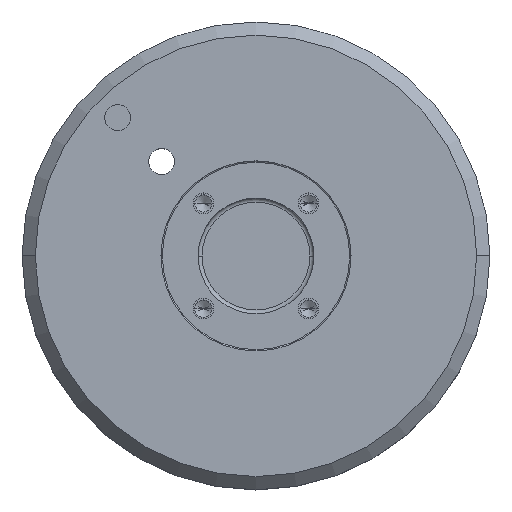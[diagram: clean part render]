
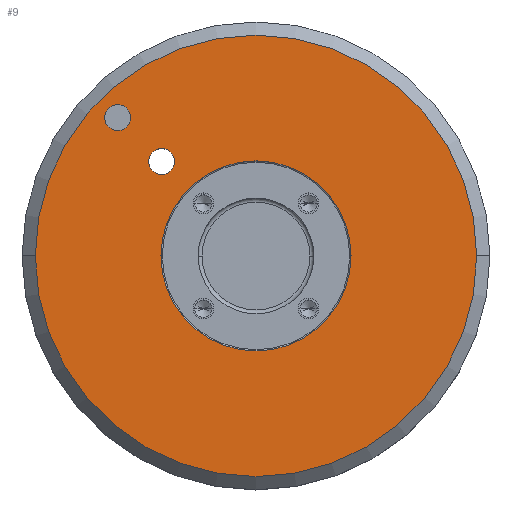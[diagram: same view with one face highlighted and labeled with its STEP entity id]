
A CAD part, top view. The second image highlights one B-rep face of the part: STEP entity #9.
In plain terms, the highlighted planar face has unit normal (0, 0, 1).
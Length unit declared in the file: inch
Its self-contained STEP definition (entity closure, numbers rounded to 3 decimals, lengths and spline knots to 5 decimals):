
#2 = CARTESIAN_POINT ( 'NONE',  ( 0., 0., 0.827 ) ) ;
#9 = ADVANCED_FACE ( 'NONE', ( #358, #1736, #1377, #692 ), #762, .F. ) ;
#15 = DIRECTION ( 'NONE',  ( 0., 0., 1. ) ) ;
#23 = ORIENTED_EDGE ( 'NONE', *, *, #429, .F. ) ;
#50 = CIRCLE ( 'NONE', #1200, 0.09843 ) ;
#102 = EDGE_CURVE ( 'NONE', #1731, #749, #1496, .T. ) ;
#117 = DIRECTION ( 'NONE',  ( 1., 0., 0. ) ) ;
#134 = AXIS2_PLACEMENT_3D ( 'NONE', #1444, #1568, #370 ) ;
#136 = DIRECTION ( 'NONE',  ( -1., 0., 0. ) ) ;
#148 = EDGE_CURVE ( 'NONE', #542, #572, #1457, .T. ) ;
#173 = CARTESIAN_POINT ( 'NONE',  ( -0.71418, 0.71418, 0.827 ) ) ;
#174 = EDGE_CURVE ( 'NONE', #1364, #354, #1415, .T. ) ;
#186 = DIRECTION ( 'NONE',  ( -1., 0., 0. ) ) ;
#188 = CARTESIAN_POINT ( 'NONE',  ( -1.14494, 1.04652, 0.827 ) ) ;
#207 = CIRCLE ( 'NONE', #807, 0.09843 ) ;
#317 = ORIENTED_EDGE ( 'NONE', *, *, #148, .T. ) ;
#341 = CARTESIAN_POINT ( 'NONE',  ( -1.04652, 1.04652, 0.827 ) ) ;
#354 = VERTEX_POINT ( 'NONE', #1140 ) ;
#358 = FACE_BOUND ( 'NONE', #1596, .T. ) ;
#370 = DIRECTION ( 'NONE',  ( 1., 0., 0. ) ) ;
#376 = DIRECTION ( 'NONE',  ( 1., 0., 0. ) ) ;
#392 = ORIENTED_EDGE ( 'NONE', *, *, #174, .F. ) ;
#417 = AXIS2_PLACEMENT_3D ( 'NONE', #1396, #1698, #186 ) ;
#420 = ORIENTED_EDGE ( 'NONE', *, *, #968, .F. ) ;
#429 = EDGE_CURVE ( 'NONE', #354, #1364, #722, .T. ) ;
#465 = CARTESIAN_POINT ( 'NONE',  ( -0.71418, 0.71418, 0.827 ) ) ;
#518 = CARTESIAN_POINT ( 'NONE',  ( -1.67, 0., 0.827 ) ) ;
#542 = VERTEX_POINT ( 'NONE', #1728 ) ;
#558 = AXIS2_PLACEMENT_3D ( 'NONE', #635, #1574, #376 ) ;
#572 = VERTEX_POINT ( 'NONE', #518 ) ;
#592 = DIRECTION ( 'NONE',  ( 1., 0., 0. ) ) ;
#596 = AXIS2_PLACEMENT_3D ( 'NONE', #465, #1401, #592 ) ;
#616 = DIRECTION ( 'NONE',  ( -1., 0., 0. ) ) ;
#630 = ORIENTED_EDGE ( 'NONE', *, *, #1546, .T. ) ;
#635 = CARTESIAN_POINT ( 'NONE',  ( 0., 0., 0.827 ) ) ;
#642 = EDGE_CURVE ( 'NONE', #1186, #1350, #207, .T. ) ;
#676 = ORIENTED_EDGE ( 'NONE', *, *, #737, .F. ) ;
#677 = DIRECTION ( 'NONE',  ( 1., 0., 0. ) ) ;
#682 = AXIS2_PLACEMENT_3D ( 'NONE', #1659, #15, #1500 ) ;
#692 = FACE_BOUND ( 'NONE', #1344, .T. ) ;
#722 = CIRCLE ( 'NONE', #558, 0.719 ) ;
#737 = EDGE_CURVE ( 'NONE', #1350, #1186, #1073, .T. ) ;
#749 = VERTEX_POINT ( 'NONE', #188 ) ;
#762 = PLANE ( 'NONE',  #1256 ) ;
#791 = AXIS2_PLACEMENT_3D ( 'NONE', #2, #947, #136 ) ;
#807 = AXIS2_PLACEMENT_3D ( 'NONE', #173, #1652, #117 ) ;
#947 = DIRECTION ( 'NONE',  ( 0., 0., 1. ) ) ;
#968 = EDGE_CURVE ( 'NONE', #749, #1731, #50, .T. ) ;
#999 = EDGE_LOOP ( 'NONE', ( #630, #317 ) ) ;
#1028 = CARTESIAN_POINT ( 'NONE',  ( -1.77, 0., 0.827 ) ) ;
#1073 = CIRCLE ( 'NONE', #596, 0.09843 ) ;
#1125 = CARTESIAN_POINT ( 'NONE',  ( -0.8126, 0.71418, 0.827 ) ) ;
#1140 = CARTESIAN_POINT ( 'NONE',  ( 0.719, 0., 0.827 ) ) ;
#1186 = VERTEX_POINT ( 'NONE', #1125 ) ;
#1200 = AXIS2_PLACEMENT_3D ( 'NONE', #341, #1481, #677 ) ;
#1256 = AXIS2_PLACEMENT_3D ( 'NONE', #1028, #1427, #616 ) ;
#1266 = CARTESIAN_POINT ( 'NONE',  ( -0.719, 0., 0.827 ) ) ;
#1298 = CARTESIAN_POINT ( 'NONE',  ( -0.61575, 0.71418, 0.827 ) ) ;
#1344 = EDGE_LOOP ( 'NONE', ( #23, #392 ) ) ;
#1350 = VERTEX_POINT ( 'NONE', #1298 ) ;
#1364 = VERTEX_POINT ( 'NONE', #1266 ) ;
#1377 = FACE_OUTER_BOUND ( 'NONE', #999, .T. ) ;
#1387 = CIRCLE ( 'NONE', #791, 1.67 ) ;
#1396 = CARTESIAN_POINT ( 'NONE',  ( 0., 0., 0.827 ) ) ;
#1401 = DIRECTION ( 'NONE',  ( 0., 0., 1. ) ) ;
#1415 = CIRCLE ( 'NONE', #682, 0.719 ) ;
#1427 = DIRECTION ( 'NONE',  ( 0., 0., -1. ) ) ;
#1444 = CARTESIAN_POINT ( 'NONE',  ( -1.04652, 1.04652, 0.827 ) ) ;
#1457 = CIRCLE ( 'NONE', #417, 1.67 ) ;
#1474 = ORIENTED_EDGE ( 'NONE', *, *, #102, .F. ) ;
#1481 = DIRECTION ( 'NONE',  ( 0., 0., 1. ) ) ;
#1496 = CIRCLE ( 'NONE', #134, 0.09843 ) ;
#1500 = DIRECTION ( 'NONE',  ( 1., 0., 0. ) ) ;
#1521 = ORIENTED_EDGE ( 'NONE', *, *, #642, .F. ) ;
#1546 = EDGE_CURVE ( 'NONE', #572, #542, #1387, .T. ) ;
#1568 = DIRECTION ( 'NONE',  ( 0., 0., 1. ) ) ;
#1574 = DIRECTION ( 'NONE',  ( 0., 0., 1. ) ) ;
#1591 = CARTESIAN_POINT ( 'NONE',  ( -0.94809, 1.04652, 0.827 ) ) ;
#1596 = EDGE_LOOP ( 'NONE', ( #1474, #420 ) ) ;
#1649 = EDGE_LOOP ( 'NONE', ( #676, #1521 ) ) ;
#1652 = DIRECTION ( 'NONE',  ( 0., 0., 1. ) ) ;
#1659 = CARTESIAN_POINT ( 'NONE',  ( 0., 0., 0.827 ) ) ;
#1698 = DIRECTION ( 'NONE',  ( 0., 0., 1. ) ) ;
#1728 = CARTESIAN_POINT ( 'NONE',  ( 1.67, 0., 0.827 ) ) ;
#1731 = VERTEX_POINT ( 'NONE', #1591 ) ;
#1736 = FACE_BOUND ( 'NONE', #1649, .T. ) ;
